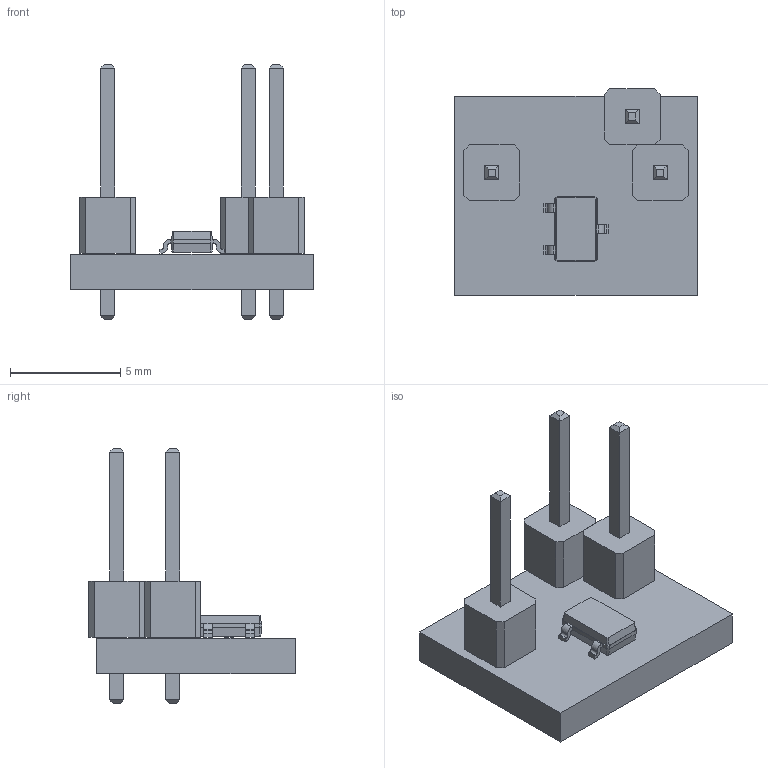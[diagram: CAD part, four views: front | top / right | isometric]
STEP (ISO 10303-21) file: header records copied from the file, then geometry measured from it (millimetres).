
FILE_DESCRIPTION(('KiCad electronic assembly'),'2;1');
FILE_NAME('MagLev_Switch_V2.step','2021-11-23T12:51:10',('An Author'),( 'A Company'),'Open CASCADE STEP processor 6.9', 'KiCad to STEP converter','Unknown');
FILE_SCHEMA(('AUTOMOTIVE_DESIGN { 1 0 10303 214 1 1 1 1 }'));
Length unit declared in the file: millimetre
Products named in the file (6): Open CASCADE STEP translator 6.9 1; SOT-23W; SOLID; PinHeader_1x01_P2.54mm_Vertical; COMPOUND
Assembly tree (7 placements, depth 3):
  Open CASCADE STEP translator 6.9 1
    SOT-23W
      SOLID
    PinHeader_1x01_P2.54mm_Vertical  x3
      SOLID
    COMPOUND
Bounding box: 11 x 9.35 x 11.54 mm (x, y, z)
Volume: 219 mm3; surface area: 472.6 mm2
Topology: 5 solids, 5 shells, 172 faces, 408 edges, 252 vertices
Faces by surface type: plane 130, bspline 27, cylinder 15
Full cylindrical faces by diameter (mm): 1 x3
Entity records: 7793 total; most frequent: CARTESIAN_POINT 1406, DIRECTION 965, LINE 699, VECTOR 699, ORIENTED_EDGE 560, PCURVE 560, DEFINITIONAL_REPRESENTATION 560, EDGE_CURVE 280
